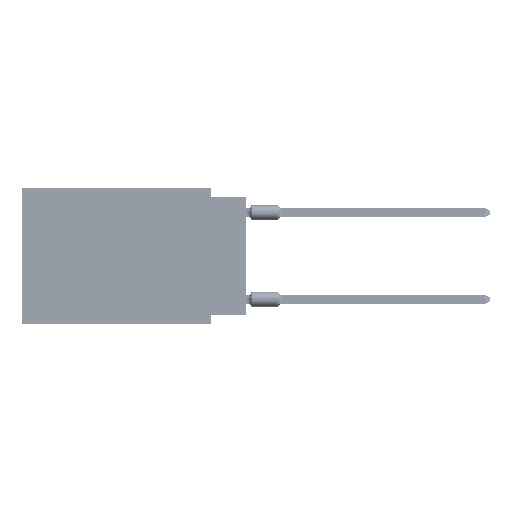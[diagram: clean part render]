
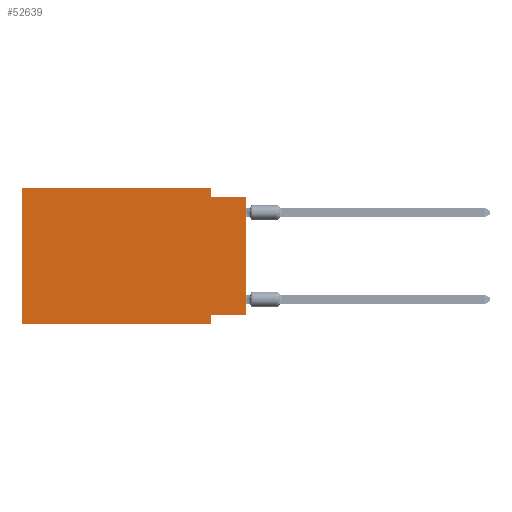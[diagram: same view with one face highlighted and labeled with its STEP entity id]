
A CAD part, left-side view. The second image highlights one B-rep face of the part: STEP entity #52639.
In plain terms, the highlighted planar face has unit normal (-1, 0, 0).
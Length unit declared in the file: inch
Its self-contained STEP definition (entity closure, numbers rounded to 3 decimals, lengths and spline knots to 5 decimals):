
#659 = ORIENTED_EDGE ( 'NONE', *, *, #70329, .T. ) ;
#2451 = ORIENTED_EDGE ( 'NONE', *, *, #53303, .F. ) ;
#3093 = LINE ( 'NONE', #37192, #82991 ) ;
#3198 = VERTEX_POINT ( 'NONE', #9631 ) ;
#6893 = FACE_OUTER_BOUND ( 'NONE', #47495, .T. ) ;
#7156 = DIRECTION ( 'NONE',  ( 1., 0., 0. ) ) ;
#7447 = LINE ( 'NONE', #20905, #64870 ) ;
#9631 = CARTESIAN_POINT ( 'NONE',  ( 0., 0., -0.025 ) ) ;
#11961 = VECTOR ( 'NONE', #19618, 39.37008 ) ;
#12567 = ORIENTED_EDGE ( 'NONE', *, *, #22806, .F. ) ;
#13311 = CARTESIAN_POINT ( 'NONE',  ( 0., 0.1, -0.39 ) ) ;
#13991 = EDGE_CURVE ( 'NONE', #34748, #45884, #74429, .T. ) ;
#19618 = DIRECTION ( 'NONE',  ( 0., 0., -1. ) ) ;
#19944 = CARTESIAN_POINT ( 'NONE',  ( 0., 0.645, -0.39 ) ) ;
#20850 = ORIENTED_EDGE ( 'NONE', *, *, #35184, .F. ) ;
#20905 = CARTESIAN_POINT ( 'NONE',  ( 0., 0., -0.365 ) ) ;
#22806 = EDGE_CURVE ( 'NONE', #59254, #78262, #7447, .T. ) ;
#23579 = LINE ( 'NONE', #79636, #43541 ) ;
#24336 = VECTOR ( 'NONE', #45445, 39.37008 ) ;
#30884 = ORIENTED_EDGE ( 'NONE', *, *, #34436, .F. ) ;
#31116 = VECTOR ( 'NONE', #51690, 39.37008 ) ;
#31503 = CARTESIAN_POINT ( 'NONE',  ( 0., 0., 0. ) ) ;
#32470 = CARTESIAN_POINT ( 'NONE',  ( 0., 0.1, -0.365 ) ) ;
#33703 = CARTESIAN_POINT ( 'NONE',  ( 0., 0., -0.365 ) ) ;
#33880 = VERTEX_POINT ( 'NONE', #46884 ) ;
#34436 = EDGE_CURVE ( 'NONE', #70330, #34748, #3093, .T. ) ;
#34748 = VERTEX_POINT ( 'NONE', #50980 ) ;
#34833 = DIRECTION ( 'NONE',  ( 0., 1., 0. ) ) ;
#35184 = EDGE_CURVE ( 'NONE', #45884, #33880, #79969, .T. ) ;
#37192 = CARTESIAN_POINT ( 'NONE',  ( 0., 0.645, 0. ) ) ;
#43541 = VECTOR ( 'NONE', #59000, 39.37008 ) ;
#43594 = VECTOR ( 'NONE', #87432, 39.37008 ) ;
#45445 = DIRECTION ( 'NONE',  ( 0., 0., -1. ) ) ;
#45884 = VERTEX_POINT ( 'NONE', #82171 ) ;
#46117 = VERTEX_POINT ( 'NONE', #59664 ) ;
#46884 = CARTESIAN_POINT ( 'NONE',  ( 0., 0.1, -0.025 ) ) ;
#46939 = ORIENTED_EDGE ( 'NONE', *, *, #13991, .F. ) ;
#47495 = EDGE_LOOP ( 'NONE', ( #659, #2451, #20850, #46939, #30884, #85884, #85751, #12567 ) ) ;
#47733 = LINE ( 'NONE', #19944, #72454 ) ;
#50980 = CARTESIAN_POINT ( 'NONE',  ( 0., 0.645, 0. ) ) ;
#51529 = DIRECTION ( 'NONE',  ( 0., 0., 1. ) ) ;
#51690 = DIRECTION ( 'NONE',  ( 0., 0., 1. ) ) ;
#52639 = ADVANCED_FACE ( 'NONE', ( #6893 ), #60527, .F. ) ;
#53065 = EDGE_CURVE ( 'NONE', #78262, #46117, #81525, .T. ) ;
#53303 = EDGE_CURVE ( 'NONE', #33880, #3198, #23579, .T. ) ;
#53508 = AXIS2_PLACEMENT_3D ( 'NONE', #54262, #7156, #81182 ) ;
#54262 = CARTESIAN_POINT ( 'NONE',  ( 0., 0.645, 0. ) ) ;
#57529 = CARTESIAN_POINT ( 'NONE',  ( 0., 0.645, -0.39 ) ) ;
#57957 = EDGE_CURVE ( 'NONE', #70330, #46117, #47733, .T. ) ;
#59000 = DIRECTION ( 'NONE',  ( 0., -1., 0. ) ) ;
#59254 = VERTEX_POINT ( 'NONE', #33703 ) ;
#59664 = CARTESIAN_POINT ( 'NONE',  ( 0., 0.1, -0.39 ) ) ;
#60527 = PLANE ( 'NONE',  #53508 ) ;
#60626 = CARTESIAN_POINT ( 'NONE',  ( 0., 0.1, 0. ) ) ;
#64870 = VECTOR ( 'NONE', #34833, 39.37008 ) ;
#68373 = DIRECTION ( 'NONE',  ( 0., -1., 0. ) ) ;
#70329 = EDGE_CURVE ( 'NONE', #59254, #3198, #79044, .T. ) ;
#70330 = VERTEX_POINT ( 'NONE', #57529 ) ;
#72454 = VECTOR ( 'NONE', #68373, 39.37008 ) ;
#74429 = LINE ( 'NONE', #80693, #43594 ) ;
#78262 = VERTEX_POINT ( 'NONE', #32470 ) ;
#79044 = LINE ( 'NONE', #31503, #31116 ) ;
#79636 = CARTESIAN_POINT ( 'NONE',  ( 0., 0., -0.025 ) ) ;
#79969 = LINE ( 'NONE', #60626, #24336 ) ;
#80693 = CARTESIAN_POINT ( 'NONE',  ( 0., 0.645, 0. ) ) ;
#81182 = DIRECTION ( 'NONE',  ( 0., 0., -1. ) ) ;
#81525 = LINE ( 'NONE', #13311, #11961 ) ;
#82171 = CARTESIAN_POINT ( 'NONE',  ( 0., 0.1, 0. ) ) ;
#82991 = VECTOR ( 'NONE', #51529, 39.37008 ) ;
#85751 = ORIENTED_EDGE ( 'NONE', *, *, #53065, .F. ) ;
#85884 = ORIENTED_EDGE ( 'NONE', *, *, #57957, .T. ) ;
#87432 = DIRECTION ( 'NONE',  ( 0., -1., 0. ) ) ;
